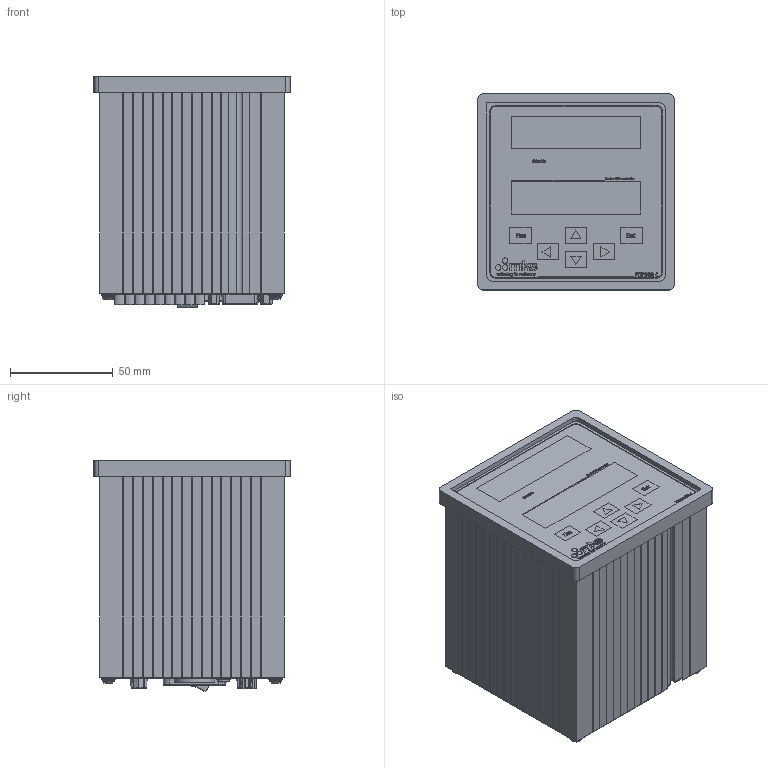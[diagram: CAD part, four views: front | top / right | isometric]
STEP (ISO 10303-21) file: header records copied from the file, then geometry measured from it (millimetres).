
FILE_DESCRIPTION((''),'2;1');
FILE_NAME('PDR900-12-US.stp','2014-09-24T13:18:39',('RigottKe'),(''),'Autodesk Inventor 2013','Autodesk Inventor 2013','');
FILE_SCHEMA(('AUTOMOTIVE_DESIGN { 1 0 10303 214 1 1 1 1 }'));
Length unit declared in the file: inch
Products named in the file (5): PDR900-12-US; BOX; 91793A103; 96710A215; 90375A005
Assembly tree (11 placements, depth 2):
  PDR900-12-US
    BOX
    91793A103
    96710A215  x4
    90375A005  x5
Bounding box: 95.25 x 95.25 x 112.71 mm (x, y, z)
Volume: 837772.6 mm3; surface area: 73209.4 mm2
Topology: 11 solids, 11 shells, 5317 faces, 14326 edges, 9411 vertices
Faces by surface type: plane 2755, bspline 2076, cylinder 385, cone 67, torus 26, sphere 8
Full cylindrical faces by diameter (mm): 0.794 x9, 1.07 x1, 1.191 x15, 1.601 x9, 2.7 x3, 2.794 x5, 3.175 x4, 5.563 x4, 15.875 x1, 19.844 x1
Entity records: 163717 total; most frequent: CARTESIAN_POINT 54274, ORIENTED_EDGE 25810, DIRECTION 15590, EDGE_CURVE 12905, VECTOR 8678, LINE 8678, VERTEX_POINT 8570, EDGE_LOOP 5301
